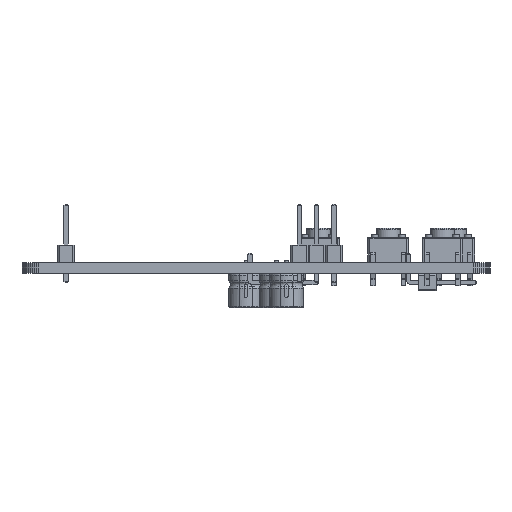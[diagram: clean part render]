
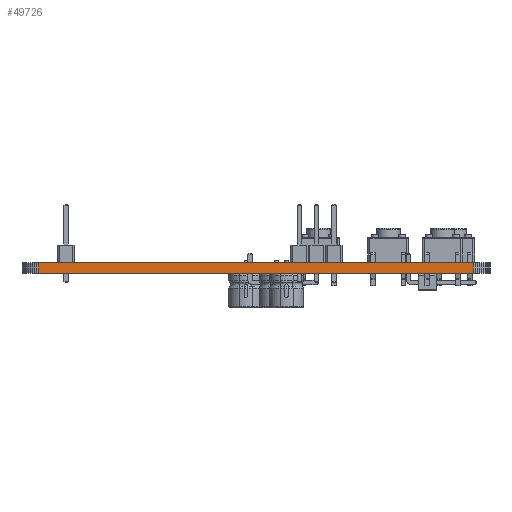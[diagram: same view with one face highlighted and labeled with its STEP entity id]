
A CAD part, left-side view. The second image highlights one B-rep face of the part: STEP entity #49726.
In plain terms, the highlighted planar face has unit normal (-1, 0, 0).
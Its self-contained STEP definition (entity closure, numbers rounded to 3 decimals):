
#38690 = PLANE('',#38691);
#38691 = AXIS2_PLACEMENT_3D('',#38692,#38693,#38694);
#38692 = CARTESIAN_POINT('',(60.,29.,1.6));
#38693 = DIRECTION('',(-0.,-0.,-1.));
#38694 = DIRECTION('',(-1.,0.,0.));
#38744 = PLANE('',#38745);
#38745 = AXIS2_PLACEMENT_3D('',#38746,#38747,#38748);
#38746 = CARTESIAN_POINT('',(60.,29.,0.));
#38747 = DIRECTION('',(-0.,-0.,-1.));
#38748 = DIRECTION('',(-1.,0.,0.));
#39861 = VERTEX_POINT('',#39862);
#39862 = CARTESIAN_POINT('',(-5.,-3.,0.));
#39876 = PLANE('',#39877);
#39877 = AXIS2_PLACEMENT_3D('',#39878,#39879,#39880);
#39878 = CARTESIAN_POINT('',(-4.979,-3.326,0.));
#39879 = DIRECTION('',(-0.998,-0.065,0.));
#39880 = DIRECTION('',(-0.065,0.998,0.));
#39888 = EDGE_CURVE('',#39861,#39889,#39891,.T.);
#39889 = VERTEX_POINT('',#39890);
#39890 = CARTESIAN_POINT('',(-5.,61.,0.));
#39891 = SURFACE_CURVE('',#39892,(#39896,#39903),.PCURVE_S1.);
#39892 = LINE('',#39893,#39894);
#39893 = CARTESIAN_POINT('',(-5.,-3.,0.));
#39894 = VECTOR('',#39895,1.);
#39895 = DIRECTION('',(0.,1.,0.));
#39896 = PCURVE('',#38744,#39897);
#39897 = DEFINITIONAL_REPRESENTATION('',(#39898),#39902);
#39898 = LINE('',#39899,#39900);
#39899 = CARTESIAN_POINT('',(65.,-32.));
#39900 = VECTOR('',#39901,1.);
#39901 = DIRECTION('',(0.,1.));
#39902 = ( GEOMETRIC_REPRESENTATION_CONTEXT(2) 
PARAMETRIC_REPRESENTATION_CONTEXT() REPRESENTATION_CONTEXT('2D SPACE',''
  ) );
#39903 = PCURVE('',#39904,#39909);
#39904 = PLANE('',#39905);
#39905 = AXIS2_PLACEMENT_3D('',#39906,#39907,#39908);
#39906 = CARTESIAN_POINT('',(-5.,-3.,0.));
#39907 = DIRECTION('',(-1.,0.,0.));
#39908 = DIRECTION('',(0.,1.,0.));
#39909 = DEFINITIONAL_REPRESENTATION('',(#39910),#39914);
#39910 = LINE('',#39911,#39912);
#39911 = CARTESIAN_POINT('',(0.,0.));
#39912 = VECTOR('',#39913,1.);
#39913 = DIRECTION('',(1.,0.));
#39914 = ( GEOMETRIC_REPRESENTATION_CONTEXT(2) 
PARAMETRIC_REPRESENTATION_CONTEXT() REPRESENTATION_CONTEXT('2D SPACE',''
  ) );
#39932 = PLANE('',#39933);
#39933 = AXIS2_PLACEMENT_3D('',#39934,#39935,#39936);
#39934 = CARTESIAN_POINT('',(-5.,61.,0.));
#39935 = DIRECTION('',(-0.998,0.065,0.));
#39936 = DIRECTION('',(0.065,0.998,0.));
#45108 = VERTEX_POINT('',#45109);
#45109 = CARTESIAN_POINT('',(-5.,-3.,1.6));
#45130 = EDGE_CURVE('',#45108,#45131,#45133,.T.);
#45131 = VERTEX_POINT('',#45132);
#45132 = CARTESIAN_POINT('',(-5.,61.,1.6));
#45133 = SURFACE_CURVE('',#45134,(#45138,#45145),.PCURVE_S1.);
#45134 = LINE('',#45135,#45136);
#45135 = CARTESIAN_POINT('',(-5.,-3.,1.6));
#45136 = VECTOR('',#45137,1.);
#45137 = DIRECTION('',(0.,1.,0.));
#45138 = PCURVE('',#38690,#45139);
#45139 = DEFINITIONAL_REPRESENTATION('',(#45140),#45144);
#45140 = LINE('',#45141,#45142);
#45141 = CARTESIAN_POINT('',(65.,-32.));
#45142 = VECTOR('',#45143,1.);
#45143 = DIRECTION('',(0.,1.));
#45144 = ( GEOMETRIC_REPRESENTATION_CONTEXT(2) 
PARAMETRIC_REPRESENTATION_CONTEXT() REPRESENTATION_CONTEXT('2D SPACE',''
  ) );
#45145 = PCURVE('',#39904,#45146);
#45146 = DEFINITIONAL_REPRESENTATION('',(#45147),#45151);
#45147 = LINE('',#45148,#45149);
#45148 = CARTESIAN_POINT('',(0.,-1.6));
#45149 = VECTOR('',#45150,1.);
#45150 = DIRECTION('',(1.,0.));
#45151 = ( GEOMETRIC_REPRESENTATION_CONTEXT(2) 
PARAMETRIC_REPRESENTATION_CONTEXT() REPRESENTATION_CONTEXT('2D SPACE',''
  ) );
#49676 = EDGE_CURVE('',#39889,#45131,#49677,.T.);
#49677 = SURFACE_CURVE('',#49678,(#49682,#49689),.PCURVE_S1.);
#49678 = LINE('',#49679,#49680);
#49679 = CARTESIAN_POINT('',(-5.,61.,0.));
#49680 = VECTOR('',#49681,1.);
#49681 = DIRECTION('',(0.,0.,1.));
#49682 = PCURVE('',#39932,#49683);
#49683 = DEFINITIONAL_REPRESENTATION('',(#49684),#49688);
#49684 = LINE('',#49685,#49686);
#49685 = CARTESIAN_POINT('',(0.,0.));
#49686 = VECTOR('',#49687,1.);
#49687 = DIRECTION('',(0.,-1.));
#49688 = ( GEOMETRIC_REPRESENTATION_CONTEXT(2) 
PARAMETRIC_REPRESENTATION_CONTEXT() REPRESENTATION_CONTEXT('2D SPACE',''
  ) );
#49689 = PCURVE('',#39904,#49690);
#49690 = DEFINITIONAL_REPRESENTATION('',(#49691),#49695);
#49691 = LINE('',#49692,#49693);
#49692 = CARTESIAN_POINT('',(64.,0.));
#49693 = VECTOR('',#49694,1.);
#49694 = DIRECTION('',(0.,-1.));
#49695 = ( GEOMETRIC_REPRESENTATION_CONTEXT(2) 
PARAMETRIC_REPRESENTATION_CONTEXT() REPRESENTATION_CONTEXT('2D SPACE',''
  ) );
#49726 = ADVANCED_FACE('',(#49727),#39904,.T.);
#49727 = FACE_BOUND('',#49728,.T.);
#49728 = EDGE_LOOP('',(#49729,#49750,#49751,#49752));
#49729 = ORIENTED_EDGE('',*,*,#49730,.T.);
#49730 = EDGE_CURVE('',#39861,#45108,#49731,.T.);
#49731 = SURFACE_CURVE('',#49732,(#49736,#49743),.PCURVE_S1.);
#49732 = LINE('',#49733,#49734);
#49733 = CARTESIAN_POINT('',(-5.,-3.,0.));
#49734 = VECTOR('',#49735,1.);
#49735 = DIRECTION('',(0.,0.,1.));
#49736 = PCURVE('',#39904,#49737);
#49737 = DEFINITIONAL_REPRESENTATION('',(#49738),#49742);
#49738 = LINE('',#49739,#49740);
#49739 = CARTESIAN_POINT('',(0.,0.));
#49740 = VECTOR('',#49741,1.);
#49741 = DIRECTION('',(0.,-1.));
#49742 = ( GEOMETRIC_REPRESENTATION_CONTEXT(2) 
PARAMETRIC_REPRESENTATION_CONTEXT() REPRESENTATION_CONTEXT('2D SPACE',''
  ) );
#49743 = PCURVE('',#39876,#49744);
#49744 = DEFINITIONAL_REPRESENTATION('',(#49745),#49749);
#49745 = LINE('',#49746,#49747);
#49746 = CARTESIAN_POINT('',(0.327,0.));
#49747 = VECTOR('',#49748,1.);
#49748 = DIRECTION('',(0.,-1.));
#49749 = ( GEOMETRIC_REPRESENTATION_CONTEXT(2) 
PARAMETRIC_REPRESENTATION_CONTEXT() REPRESENTATION_CONTEXT('2D SPACE',''
  ) );
#49750 = ORIENTED_EDGE('',*,*,#45130,.T.);
#49751 = ORIENTED_EDGE('',*,*,#49676,.F.);
#49752 = ORIENTED_EDGE('',*,*,#39888,.F.);
